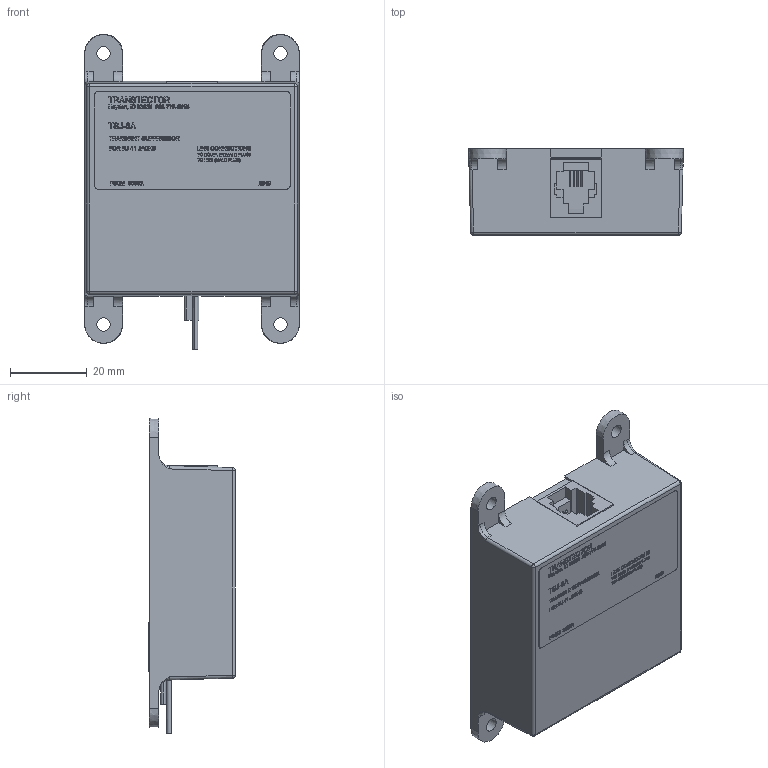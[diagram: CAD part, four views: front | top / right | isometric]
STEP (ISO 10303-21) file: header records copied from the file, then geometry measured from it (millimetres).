
FILE_DESCRIPTION (( 'STEP AP214' ), '1' );
FILE_NAME ('1100-592-1-E.STEP', '2019-01-22T20:34:21', ( '' ), ( '' ), 'SwSTEP 2.0', 'SolidWorks 2018', '' );
FILE_SCHEMA (( 'AUTOMOTIVE_DESIGN' ));
Length unit declared in the file: inch
Products named in the file (19): 2003-1052; 2001-052; 2500-072; 2001-050; 2001-049; 2250-042; 2003-2649; 2200-392; 3520-011; 3320-092; 1100-592-1-E
Assembly tree (10 placements, depth 3):
  2001-049
  2003-2649
  2001-050
  2003-1052
  2200-392
Bounding box: 55.88 x 22.51 x 81.95 mm (x, y, z)
Volume: 29786.4 mm3; surface area: 33569.8 mm2
Topology: 16 solids, 16 shells, 3091 faces, 8274 edges, 5498 vertices
Faces by surface type: plane 1826, bspline 1089, cylinder 154, torus 10, cone 8, sphere 4
Entity records: 191757 total; most frequent: CARTESIAN_POINT 86910, ORIENTED_EDGE 16540, DIRECTION 10440, EDGE_CURVE 8270, VECTOR 5732, LINE 5732, VERTEX_POINT 5498, EDGE_LOOP 3456
